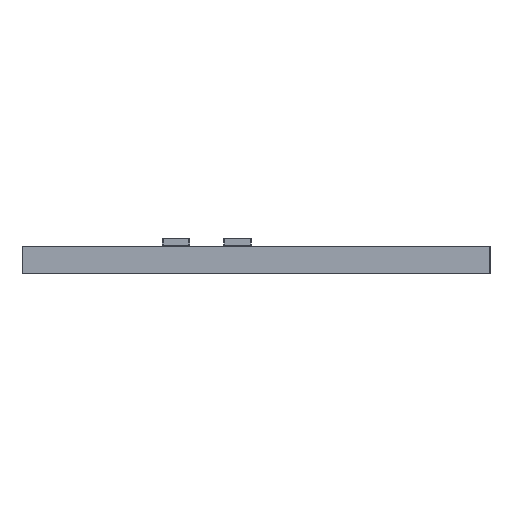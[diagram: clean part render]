
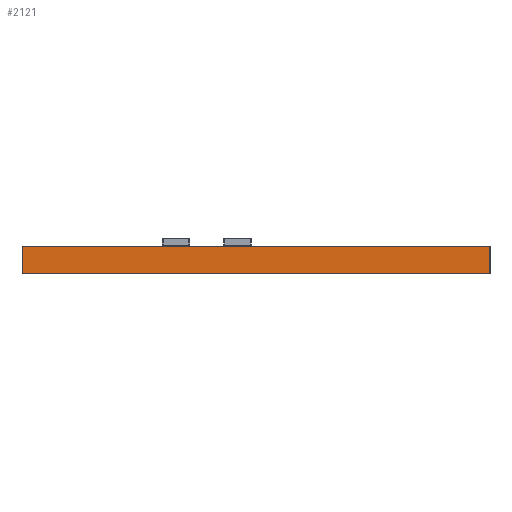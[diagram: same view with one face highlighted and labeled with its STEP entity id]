
A CAD part, left-side view. The second image highlights one B-rep face of the part: STEP entity #2121.
In plain terms, the highlighted planar face has unit normal (-1, 0, 0).
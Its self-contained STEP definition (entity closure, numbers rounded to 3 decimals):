
#1940 = PLANE('',#1941);
#1941 = AXIS2_PLACEMENT_3D('',#1942,#1943,#1944);
#1942 = CARTESIAN_POINT('',(170.,-76.5,0.));
#1943 = DIRECTION('',(0.,-1.,0.));
#1944 = DIRECTION('',(-1.,0.,0.));
#1965 = VERTEX_POINT('',#1966);
#1966 = CARTESIAN_POINT('',(124.7,-76.5,1.6));
#1980 = PLANE('',#1981);
#1981 = AXIS2_PLACEMENT_3D('',#1982,#1983,#1984);
#1982 = CARTESIAN_POINT('',(145.547,-90.885,1.6));
#1983 = DIRECTION('',(0.,0.,1.));
#1984 = DIRECTION('',(1.,0.,0.));
#1992 = EDGE_CURVE('',#1993,#1965,#1995,.T.);
#1993 = VERTEX_POINT('',#1994);
#1994 = CARTESIAN_POINT('',(124.7,-76.5,0.));
#1995 = SURFACE_CURVE('',#1996,(#2000,#2007),.PCURVE_S1.);
#1996 = LINE('',#1997,#1998);
#1997 = CARTESIAN_POINT('',(124.7,-76.5,0.));
#1998 = VECTOR('',#1999,1.);
#1999 = DIRECTION('',(0.,0.,1.));
#2000 = PCURVE('',#1940,#2001);
#2001 = DEFINITIONAL_REPRESENTATION('',(#2002),#2006);
#2002 = LINE('',#2003,#2004);
#2003 = CARTESIAN_POINT('',(45.3,0.));
#2004 = VECTOR('',#2005,1.);
#2005 = DIRECTION('',(0.,-1.));
#2006 = ( GEOMETRIC_REPRESENTATION_CONTEXT(2) 
PARAMETRIC_REPRESENTATION_CONTEXT() REPRESENTATION_CONTEXT('2D SPACE',''
  ) );
#2007 = PCURVE('',#2008,#2013);
#2008 = PLANE('',#2009);
#2009 = AXIS2_PLACEMENT_3D('',#2010,#2011,#2012);
#2010 = CARTESIAN_POINT('',(124.7,-76.5,0.));
#2011 = DIRECTION('',(1.,0.,0.));
#2012 = DIRECTION('',(0.,-1.,0.));
#2013 = DEFINITIONAL_REPRESENTATION('',(#2014),#2018);
#2014 = LINE('',#2015,#2016);
#2015 = CARTESIAN_POINT('',(0.,0.));
#2016 = VECTOR('',#2017,1.);
#2017 = DIRECTION('',(0.,-1.));
#2018 = ( GEOMETRIC_REPRESENTATION_CONTEXT(2) 
PARAMETRIC_REPRESENTATION_CONTEXT() REPRESENTATION_CONTEXT('2D SPACE',''
  ) );
#2034 = PLANE('',#2035);
#2035 = AXIS2_PLACEMENT_3D('',#2036,#2037,#2038);
#2036 = CARTESIAN_POINT('',(145.547,-90.885,0.));
#2037 = DIRECTION('',(0.,0.,1.));
#2038 = DIRECTION('',(1.,0.,0.));
#2121 = ADVANCED_FACE('',(#2122),#2008,.F.);
#2122 = FACE_BOUND('',#2123,.F.);
#2123 = EDGE_LOOP('',(#2124,#2125,#2148,#2176));
#2124 = ORIENTED_EDGE('',*,*,#1992,.T.);
#2125 = ORIENTED_EDGE('',*,*,#2126,.T.);
#2126 = EDGE_CURVE('',#1965,#2127,#2129,.T.);
#2127 = VERTEX_POINT('',#2128);
#2128 = CARTESIAN_POINT('',(124.7,-104.,1.6));
#2129 = SURFACE_CURVE('',#2130,(#2134,#2141),.PCURVE_S1.);
#2130 = LINE('',#2131,#2132);
#2131 = CARTESIAN_POINT('',(124.7,-76.5,1.6));
#2132 = VECTOR('',#2133,1.);
#2133 = DIRECTION('',(0.,-1.,0.));
#2134 = PCURVE('',#2008,#2135);
#2135 = DEFINITIONAL_REPRESENTATION('',(#2136),#2140);
#2136 = LINE('',#2137,#2138);
#2137 = CARTESIAN_POINT('',(0.,-1.6));
#2138 = VECTOR('',#2139,1.);
#2139 = DIRECTION('',(1.,0.));
#2140 = ( GEOMETRIC_REPRESENTATION_CONTEXT(2) 
PARAMETRIC_REPRESENTATION_CONTEXT() REPRESENTATION_CONTEXT('2D SPACE',''
  ) );
#2141 = PCURVE('',#1980,#2142);
#2142 = DEFINITIONAL_REPRESENTATION('',(#2143),#2147);
#2143 = LINE('',#2144,#2145);
#2144 = CARTESIAN_POINT('',(-20.847,14.385));
#2145 = VECTOR('',#2146,1.);
#2146 = DIRECTION('',(0.,-1.));
#2147 = ( GEOMETRIC_REPRESENTATION_CONTEXT(2) 
PARAMETRIC_REPRESENTATION_CONTEXT() REPRESENTATION_CONTEXT('2D SPACE',''
  ) );
#2148 = ORIENTED_EDGE('',*,*,#2149,.F.);
#2149 = EDGE_CURVE('',#2150,#2127,#2152,.T.);
#2150 = VERTEX_POINT('',#2151);
#2151 = CARTESIAN_POINT('',(124.7,-104.,0.));
#2152 = SURFACE_CURVE('',#2153,(#2157,#2164),.PCURVE_S1.);
#2153 = LINE('',#2154,#2155);
#2154 = CARTESIAN_POINT('',(124.7,-104.,0.));
#2155 = VECTOR('',#2156,1.);
#2156 = DIRECTION('',(0.,0.,1.));
#2157 = PCURVE('',#2008,#2158);
#2158 = DEFINITIONAL_REPRESENTATION('',(#2159),#2163);
#2159 = LINE('',#2160,#2161);
#2160 = CARTESIAN_POINT('',(27.5,0.));
#2161 = VECTOR('',#2162,1.);
#2162 = DIRECTION('',(0.,-1.));
#2163 = ( GEOMETRIC_REPRESENTATION_CONTEXT(2) 
PARAMETRIC_REPRESENTATION_CONTEXT() REPRESENTATION_CONTEXT('2D SPACE',''
  ) );
#2164 = PCURVE('',#2165,#2170);
#2165 = PLANE('',#2166);
#2166 = AXIS2_PLACEMENT_3D('',#2167,#2168,#2169);
#2167 = CARTESIAN_POINT('',(124.7,-104.,0.));
#2168 = DIRECTION('',(0.,1.,0.));
#2169 = DIRECTION('',(1.,0.,0.));
#2170 = DEFINITIONAL_REPRESENTATION('',(#2171),#2175);
#2171 = LINE('',#2172,#2173);
#2172 = CARTESIAN_POINT('',(0.,0.));
#2173 = VECTOR('',#2174,1.);
#2174 = DIRECTION('',(0.,-1.));
#2175 = ( GEOMETRIC_REPRESENTATION_CONTEXT(2) 
PARAMETRIC_REPRESENTATION_CONTEXT() REPRESENTATION_CONTEXT('2D SPACE',''
  ) );
#2176 = ORIENTED_EDGE('',*,*,#2177,.F.);
#2177 = EDGE_CURVE('',#1993,#2150,#2178,.T.);
#2178 = SURFACE_CURVE('',#2179,(#2183,#2190),.PCURVE_S1.);
#2179 = LINE('',#2180,#2181);
#2180 = CARTESIAN_POINT('',(124.7,-76.5,0.));
#2181 = VECTOR('',#2182,1.);
#2182 = DIRECTION('',(0.,-1.,0.));
#2183 = PCURVE('',#2008,#2184);
#2184 = DEFINITIONAL_REPRESENTATION('',(#2185),#2189);
#2185 = LINE('',#2186,#2187);
#2186 = CARTESIAN_POINT('',(0.,0.));
#2187 = VECTOR('',#2188,1.);
#2188 = DIRECTION('',(1.,0.));
#2189 = ( GEOMETRIC_REPRESENTATION_CONTEXT(2) 
PARAMETRIC_REPRESENTATION_CONTEXT() REPRESENTATION_CONTEXT('2D SPACE',''
  ) );
#2190 = PCURVE('',#2034,#2191);
#2191 = DEFINITIONAL_REPRESENTATION('',(#2192),#2196);
#2192 = LINE('',#2193,#2194);
#2193 = CARTESIAN_POINT('',(-20.847,14.385));
#2194 = VECTOR('',#2195,1.);
#2195 = DIRECTION('',(0.,-1.));
#2196 = ( GEOMETRIC_REPRESENTATION_CONTEXT(2) 
PARAMETRIC_REPRESENTATION_CONTEXT() REPRESENTATION_CONTEXT('2D SPACE',''
  ) );
